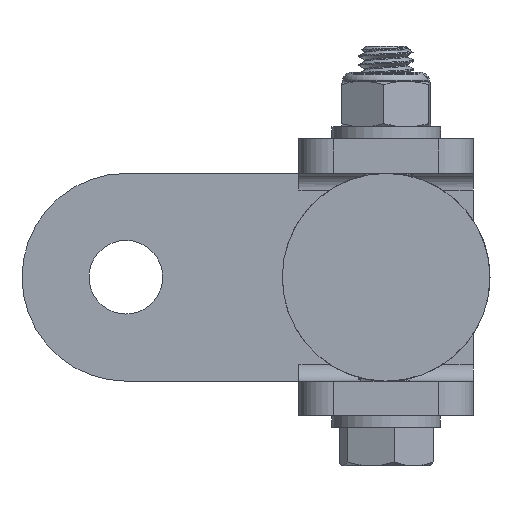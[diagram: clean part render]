
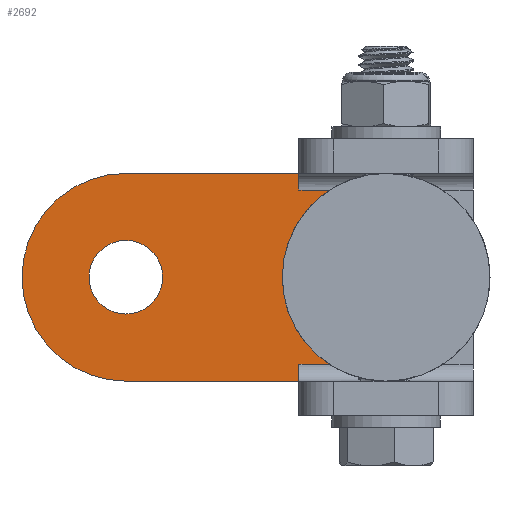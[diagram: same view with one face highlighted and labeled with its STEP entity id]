
A CAD part, left-side view. The second image highlights one B-rep face of the part: STEP entity #2692.
In plain terms, the highlighted planar face has unit normal (-1, 0, 0).
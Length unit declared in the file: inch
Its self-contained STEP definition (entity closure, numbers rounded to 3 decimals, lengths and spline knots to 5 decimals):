
#57=LINE('',#12518,#143);
#60=LINE('',#12547,#146);
#72=LINE('',#12593,#158);
#78=LINE('',#12613,#164);
#99=LINE('',#12669,#185);
#101=LINE('',#12682,#187);
#143=VECTOR('',#3483,0.3937);
#146=VECTOR('',#3506,0.3937);
#158=VECTOR('',#3536,0.3937);
#164=VECTOR('',#3554,0.3937);
#185=VECTOR('',#3613,0.3937);
#187=VECTOR('',#3629,0.3937);
#463=FACE_BOUND('',#848,.T.);
#666=FACE_OUTER_BOUND('',#847,.T.);
#847=EDGE_LOOP('',(#2416,#2417,#2418,#2419,#2420,#2421,#2422,#2423));
#848=EDGE_LOOP('',(#2424));
#979=CIRCLE('',#2975,0.133);
#982=CIRCLE('',#2979,0.375);
#983=CIRCLE('',#2983,0.375);
#1202=VERTEX_POINT('',#12488);
#1209=VERTEX_POINT('',#12516);
#1213=VERTEX_POINT('',#12540);
#1215=VERTEX_POINT('',#12546);
#1228=VERTEX_POINT('',#12592);
#1236=VERTEX_POINT('',#12611);
#1252=VERTEX_POINT('',#12667);
#1253=VERTEX_POINT('',#12671);
#1256=VERTEX_POINT('',#12678);
#1578=EDGE_CURVE('',#1209,#1202,#57,.T.);
#1588=EDGE_CURVE('',#1215,#1213,#60,.T.);
#1608=EDGE_CURVE('',#1228,#1215,#72,.T.);
#1618=EDGE_CURVE('',#1209,#1236,#78,.T.);
#1645=EDGE_CURVE('',#1236,#1252,#99,.T.);
#1646=EDGE_CURVE('',#1253,#1253,#979,.T.);
#1650=EDGE_CURVE('',#1252,#1256,#982,.T.);
#1651=EDGE_CURVE('',#1256,#1228,#101,.T.);
#1653=EDGE_CURVE('',#1202,#1213,#983,.T.);
#2416=ORIENTED_EDGE('',*,*,#1653,.F.);
#2417=ORIENTED_EDGE('',*,*,#1578,.F.);
#2418=ORIENTED_EDGE('',*,*,#1618,.T.);
#2419=ORIENTED_EDGE('',*,*,#1645,.T.);
#2420=ORIENTED_EDGE('',*,*,#1650,.T.);
#2421=ORIENTED_EDGE('',*,*,#1651,.T.);
#2422=ORIENTED_EDGE('',*,*,#1608,.T.);
#2423=ORIENTED_EDGE('',*,*,#1588,.T.);
#2424=ORIENTED_EDGE('',*,*,#1646,.T.);
#2534=PLANE('',#2982);
#2692=ADVANCED_FACE('',(#666,#463),#2534,.T.);
#2975=AXIS2_PLACEMENT_3D('',#12672,#3616,#3617);
#2979=AXIS2_PLACEMENT_3D('',#12680,#3625,#3626);
#2982=AXIS2_PLACEMENT_3D('',#12685,#3633,#3634);
#2983=AXIS2_PLACEMENT_3D('',#12686,#3635,#3636);
#3483=DIRECTION('',(0.,-1.,0.));
#3506=DIRECTION('',(0.,-1.,0.));
#3536=DIRECTION('',(0.,0.,1.));
#3554=DIRECTION('',(0.,0.,1.));
#3613=DIRECTION('',(0.,1.,0.));
#3616=DIRECTION('center_axis',(1.,0.,0.));
#3617=DIRECTION('ref_axis',(0.,-1.,0.));
#3625=DIRECTION('center_axis',(-1.,0.,0.));
#3626=DIRECTION('ref_axis',(0.,0.,-1.));
#3629=DIRECTION('',(0.,-1.,0.));
#3633=DIRECTION('center_axis',(-1.,0.,0.));
#3634=DIRECTION('ref_axis',(0.,0.,
1.));
#3635=DIRECTION('center_axis',(-1.,0.,0.));
#3636=DIRECTION('ref_axis',(0.,0.,
-1.));
#12488=CARTESIAN_POINT('',(2.25234,0.20347,0.315));
#12516=CARTESIAN_POINT('',(2.25234,0.315,0.315));
#12518=CARTESIAN_POINT('',(2.25234,-0.315,0.315));
#12540=CARTESIAN_POINT('',(2.25234,0.20347,-0.315));
#12546=CARTESIAN_POINT('',(2.25234,0.315,-0.315));
#12547=CARTESIAN_POINT('',(2.25234,-0.315,-0.315));
#12592=CARTESIAN_POINT('',(2.25234,0.315,-0.375));
#12593=CARTESIAN_POINT('',(2.25234,0.315,0.));
#12611=CARTESIAN_POINT('',(2.25234,0.315,0.375));
#12613=CARTESIAN_POINT('',(2.25234,0.315,0.));
#12667=CARTESIAN_POINT('',(2.25234,0.94,0.375));
#12669=CARTESIAN_POINT('',(2.25234,0.94,0.375));
#12671=CARTESIAN_POINT('',(2.25234,1.073,0.));
#12672=CARTESIAN_POINT('Origin',(2.25234,0.94,0.));
#12678=CARTESIAN_POINT('',(2.25234,0.94,-0.375));
#12680=CARTESIAN_POINT('Origin',(2.25234,0.94,0.));
#12682=CARTESIAN_POINT('',(2.25234,-0.315,-0.375));
#12685=CARTESIAN_POINT('Origin',(2.25234,0.38364,0.));
#12686=CARTESIAN_POINT('Origin',(2.25234,0.,
0.));
